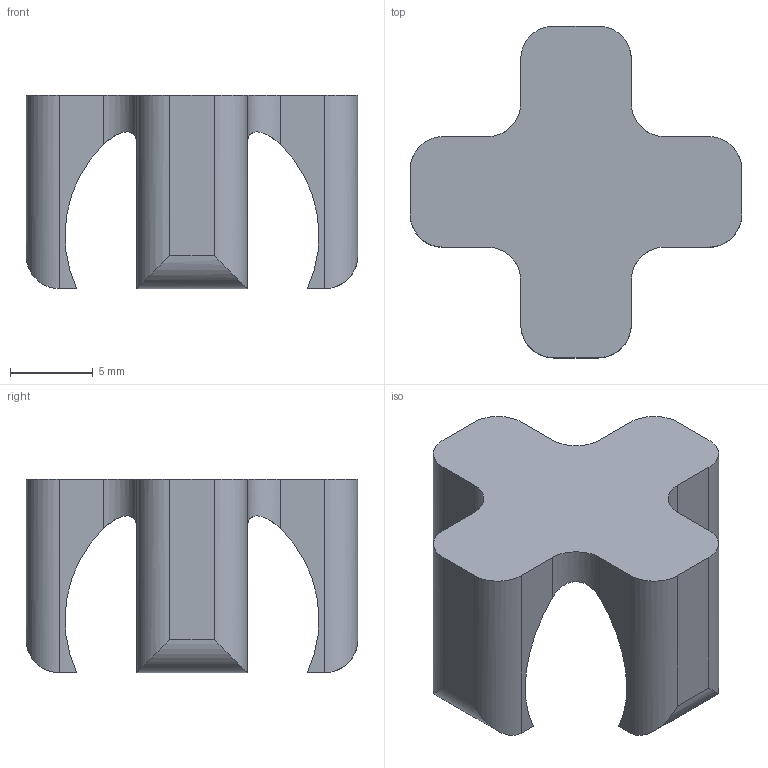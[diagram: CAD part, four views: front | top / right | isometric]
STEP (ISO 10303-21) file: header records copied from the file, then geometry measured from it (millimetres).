
FILE_DESCRIPTION(/* description */ (''),/* implementation_level */ '2;1');
FILE_NAME(/* name */ 'RuedaLoca.stp',/* time_stamp */ '2017-05-10T22:49:27+02:00',/* author */ ('Miguel'),/* organization */ (''),/* preprocessor_version */ 'ST-DEVELOPER v15.6',/* originating_system */ 'Autodesk Inventor 2015',/* authorisation */ '');
FILE_SCHEMA (('AUTOMOTIVE_DESIGN { 1 0 10303 214 3 1 1 }'));
Length unit declared in the file: millimetre
Products named in the file (1): hueco-rueda-loca4
Bounding box: 20 x 20 x 11.65 mm (x, y, z)
Volume: 934.6 mm3; surface area: 1228.8 mm2
Topology: 1 solids, 1 shells, 34 faces, 91 edges, 58 vertices
Faces by surface type: plane 17, cylinder 16, sphere 1
Entity records: 1124 total; most frequent: CARTESIAN_POINT 247, DIRECTION 186, ORIENTED_EDGE 176, EDGE_CURVE 88, AXIS2_PLACEMENT_3D 67, VERTEX_POINT 56, LINE 52, VECTOR 52
